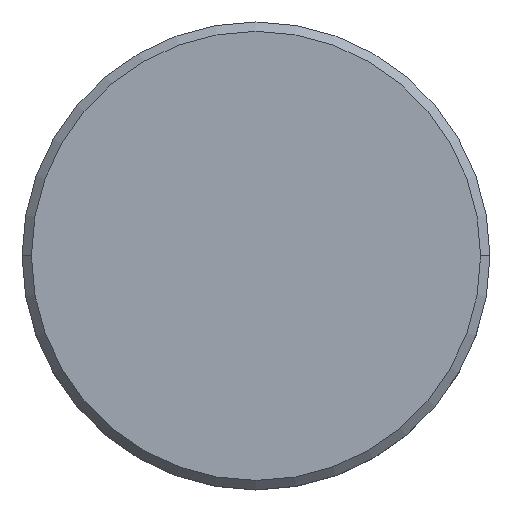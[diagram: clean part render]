
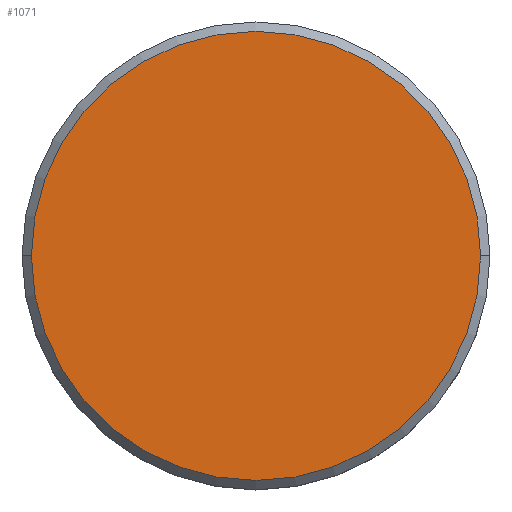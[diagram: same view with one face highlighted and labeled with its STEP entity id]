
A CAD part, top view. The second image highlights one B-rep face of the part: STEP entity #1071.
In plain terms, the highlighted planar face has unit normal (0, 0, 1).
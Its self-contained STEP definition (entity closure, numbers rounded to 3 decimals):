
#13 = EDGE_CURVE ( 'NONE', #940, #386, #774, .T. ) ;
#25 = EDGE_LOOP ( 'NONE', ( #405, #707 ) ) ;
#42 = CARTESIAN_POINT ( 'NONE',  ( 0., 0., 0. ) ) ;
#108 = DIRECTION ( 'NONE',  ( 1., 0., 0. ) ) ;
#220 = DIRECTION ( 'NONE',  ( 1., 0., 0. ) ) ;
#256 = AXIS2_PLACEMENT_3D ( 'NONE', #467, #746, #108 ) ;
#311 = DIRECTION ( 'NONE',  ( 0., 0., 1. ) ) ;
#361 = DIRECTION ( 'NONE',  ( 1., 0., 0. ) ) ;
#386 = VERTEX_POINT ( 'NONE', #1147 ) ;
#405 = ORIENTED_EDGE ( 'NONE', *, *, #13, .T. ) ;
#415 = CIRCLE ( 'NONE', #894, 12. ) ;
#467 = CARTESIAN_POINT ( 'NONE',  ( 0., 0., 0. ) ) ;
#521 = CARTESIAN_POINT ( 'NONE',  ( -12., 0., 0. ) ) ;
#531 = FACE_OUTER_BOUND ( 'NONE', #25, .T. ) ;
#661 = EDGE_CURVE ( 'NONE', #386, #940, #415, .T. ) ;
#707 = ORIENTED_EDGE ( 'NONE', *, *, #661, .T. ) ;
#721 = DIRECTION ( 'NONE',  ( 0., 0., 1. ) ) ;
#746 = DIRECTION ( 'NONE',  ( 0., 0., 1. ) ) ;
#774 = CIRCLE ( 'NONE', #256, 12. ) ;
#820 = CARTESIAN_POINT ( 'NONE',  ( 0., 0., 0. ) ) ;
#827 = PLANE ( 'NONE',  #960 ) ;
#894 = AXIS2_PLACEMENT_3D ( 'NONE', #42, #311, #220 ) ;
#940 = VERTEX_POINT ( 'NONE', #521 ) ;
#960 = AXIS2_PLACEMENT_3D ( 'NONE', #820, #721, #361 ) ;
#1071 = ADVANCED_FACE ( 'NONE', ( #531 ), #827, .T. ) ;
#1147 = CARTESIAN_POINT ( 'NONE',  ( 12., 0., 0. ) ) ;
